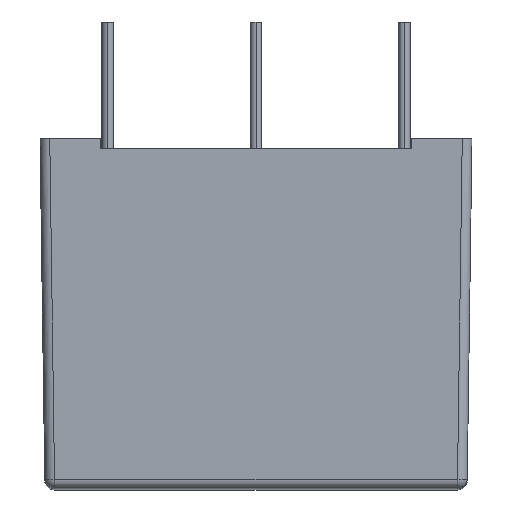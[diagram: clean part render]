
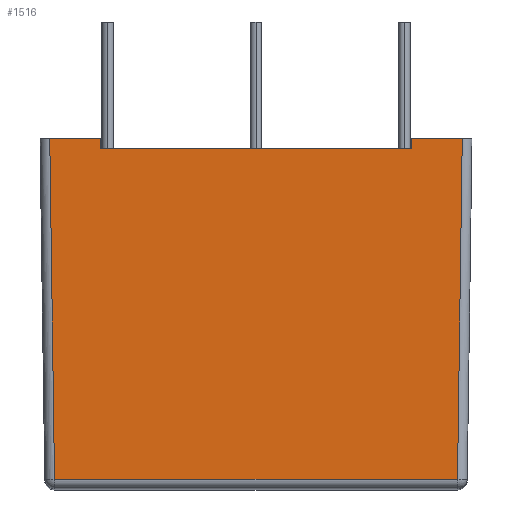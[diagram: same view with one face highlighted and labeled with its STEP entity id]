
A CAD part, top view. The second image highlights one B-rep face of the part: STEP entity #1516.
In plain terms, the highlighted planar face has unit normal (0, -0.014, 1).
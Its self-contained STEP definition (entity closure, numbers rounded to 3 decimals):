
#213=CARTESIAN_POINT('',(10.6,18.,16.85));
#218=DIRECTION('',(-1.,0.,0.));
#219=VECTOR('',#218,2.6);
#220=CARTESIAN_POINT('',(10.6,18.,16.85));
#221=LINE('',#220,#219);
#239=DIRECTION('',(-0.014,-1.,-0.014));
#240=VECTOR('',#239,17.51);
#241=CARTESIAN_POINT('',(10.6,18.,16.85));
#242=LINE('',#241,#240);
#246=DIRECTION('',(-0.014,1.,0.014));
#247=VECTOR('',#246,17.51);
#248=CARTESIAN_POINT('',(-10.356,0.493,16.606));
#249=LINE('',#248,#247);
#253=DIRECTION('',(0.,1.,0.014));
#254=VECTOR('',#253,0.5);
#255=CARTESIAN_POINT('',(8.,17.5,16.843));
#256=LINE('',#255,#254);
#267=DIRECTION('',(1.,0.,0.));
#268=VECTOR('',#267,20.711);
#269=CARTESIAN_POINT('',(-10.356,0.493,16.606));
#270=LINE('',#269,#268);
#298=CARTESIAN_POINT('',(-10.6,18.,16.85));
#323=DIRECTION('',(-1.,0.,0.));
#324=VECTOR('',#323,2.6);
#325=CARTESIAN_POINT('',(-8.,18.,16.85));
#326=LINE('',#325,#324);
#386=DIRECTION('',(-1.,0.,0.));
#387=VECTOR('',#386,16.);
#388=CARTESIAN_POINT('',(8.,17.5,16.843));
#389=LINE('',#388,#387);
#662=DIRECTION('',(0.,1.,0.014));
#663=VECTOR('',#662,0.5);
#664=CARTESIAN_POINT('',(-8.,17.5,16.843));
#665=LINE('',#664,#663);
#1032=VERTEX_POINT('',#213);
#1033=CARTESIAN_POINT('',(8.,18.,16.85));
#1034=VERTEX_POINT('',#1033);
#1063=VERTEX_POINT('',#298);
#1070=CARTESIAN_POINT('',(-8.,18.,16.85));
#1071=VERTEX_POINT('',#1070);
#1074=CARTESIAN_POINT('',(10.356,0.493,16.606));
#1075=VERTEX_POINT('',#1074);
#1088=CARTESIAN_POINT('',(8.,17.5,16.843));
#1089=VERTEX_POINT('',#1088);
#1090=CARTESIAN_POINT('',(-10.356,0.493,
16.606));
#1091=VERTEX_POINT('',#1090);
#1092=CARTESIAN_POINT('',(-8.,17.5,16.843));
#1093=VERTEX_POINT('',#1092);
#1495=CARTESIAN_POINT('',(-12.633,18.,16.85));
#1496=DIRECTION('',(0.,-0.014,1.));
#1497=DIRECTION('',(1.,0.,0.));
#1498=AXIS2_PLACEMENT_3D('',#1495,#1496,#1497);
#1499=PLANE('',#1498);
#1500=ORIENTED_EDGE('',*,*,#1446,.T.);
#1502=ORIENTED_EDGE('',*,*,#1501,.F.);
#1504=ORIENTED_EDGE('',*,*,#1503,.T.);
#1506=ORIENTED_EDGE('',*,*,#1505,.F.);
#1508=ORIENTED_EDGE('',*,*,#1507,.F.);
#1510=ORIENTED_EDGE('',*,*,#1509,.F.);
#1512=ORIENTED_EDGE('',*,*,#1511,.T.);
#1513=ORIENTED_EDGE('',*,*,#1469,.F.);
#1514=EDGE_LOOP('',(#1500,#1502,#1504,#1506,#1508,#1510,#1512,#1513));
#1515=FACE_OUTER_BOUND('',#1514,.F.);
#1446=EDGE_CURVE('',#1032,#1075,#242,.T.);
#1469=EDGE_CURVE('',#1032,#1034,#221,.T.);
#1501=EDGE_CURVE('',#1091,#1075,#270,.T.);
#1503=EDGE_CURVE('',#1091,#1063,#249,.T.);
#1505=EDGE_CURVE('',#1071,#1063,#326,.T.);
#1507=EDGE_CURVE('',#1093,#1071,#665,.T.);
#1509=EDGE_CURVE('',#1089,#1093,#389,.T.);
#1511=EDGE_CURVE('',#1089,#1034,#256,.T.);
#1516=ADVANCED_FACE('',(#1515),#1499,.T.);
